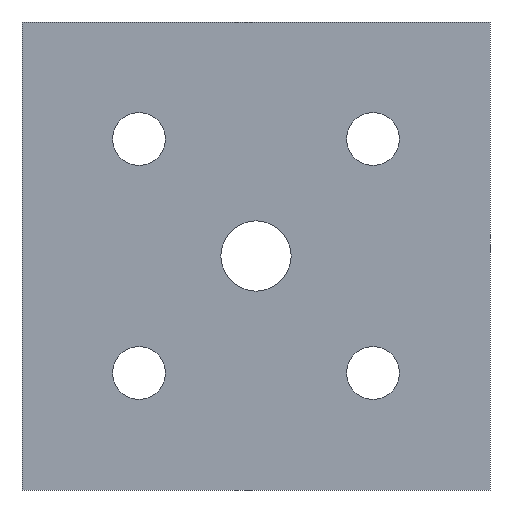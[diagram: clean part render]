
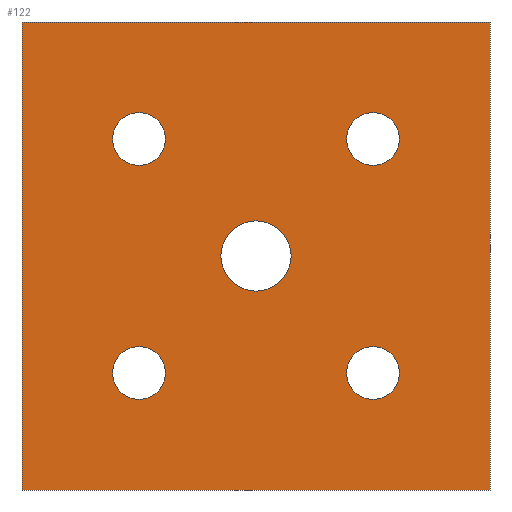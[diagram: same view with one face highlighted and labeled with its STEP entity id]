
A CAD part, front view. The second image highlights one B-rep face of the part: STEP entity #122.
In plain terms, the highlighted planar face has unit normal (0, -1, 0).
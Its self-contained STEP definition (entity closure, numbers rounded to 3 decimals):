
#6 = DIRECTION ( 'NONE',  ( 0., 1., 0. ) ) ;
#21 = EDGE_CURVE ( 'NONE', #279, #489, #191, .T. ) ;
#22 = AXIS2_PLACEMENT_3D ( 'NONE', #510, #6, #862 ) ;
#26 = CARTESIAN_POINT ( 'NONE',  ( 20., 0., 24.5 ) ) ;
#28 = EDGE_CURVE ( 'NONE', #345, #228, #485, .T. ) ;
#29 = CARTESIAN_POINT ( 'NONE',  ( -20., 0., -20. ) ) ;
#38 = DIRECTION ( 'NONE',  ( 0., 0., 1. ) ) ;
#42 = DIRECTION ( 'NONE',  ( 0., 0., -1. ) ) ;
#50 = CARTESIAN_POINT ( 'NONE',  ( -20., 0., 15.5 ) ) ;
#53 = AXIS2_PLACEMENT_3D ( 'NONE', #656, #304, #584 ) ;
#55 = EDGE_CURVE ( 'NONE', #489, #279, #535, .T. ) ;
#67 = DIRECTION ( 'NONE',  ( -1., 0., 0. ) ) ;
#91 = CARTESIAN_POINT ( 'NONE',  ( 20., 0., 20. ) ) ;
#112 = FACE_OUTER_BOUND ( 'NONE', #139, .T. ) ;
#122 = ADVANCED_FACE ( 'NONE', ( #305, #523, #311, #585, #802, #112 ), #394, .T. ) ;
#134 = VERTEX_POINT ( 'NONE', #664 ) ;
#139 = EDGE_LOOP ( 'NONE', ( #207, #641, #852, #568 ) ) ;
#149 = VERTEX_POINT ( 'NONE', #233 ) ;
#150 = CIRCLE ( 'NONE', #868, 4.5 ) ;
#157 = VERTEX_POINT ( 'NONE', #26 ) ;
#171 = CARTESIAN_POINT ( 'NONE',  ( 20., 0., -20. ) ) ;
#187 = DIRECTION ( 'NONE',  ( 0., 1., 0. ) ) ;
#191 = CIRCLE ( 'NONE', #292, 6. ) ;
#207 = ORIENTED_EDGE ( 'NONE', *, *, #853, .F. ) ;
#212 = EDGE_CURVE ( 'NONE', #490, #149, #803, .T. ) ;
#214 = DIRECTION ( 'NONE',  ( 0., 0., -1. ) ) ;
#222 = VERTEX_POINT ( 'NONE', #50 ) ;
#228 = VERTEX_POINT ( 'NONE', #905 ) ;
#232 = CARTESIAN_POINT ( 'NONE',  ( 40., 0., 40. ) ) ;
#233 = CARTESIAN_POINT ( 'NONE',  ( -20., 0., -24.5 ) ) ;
#251 = CARTESIAN_POINT ( 'NONE',  ( 20., 0., -24.5 ) ) ;
#254 = CARTESIAN_POINT ( 'NONE',  ( -40., 0., 40. ) ) ;
#264 = CIRCLE ( 'NONE', #846, 4.5 ) ;
#270 = CARTESIAN_POINT ( 'NONE',  ( 0., 0., 0. ) ) ;
#276 = CIRCLE ( 'NONE', #537, 4.5 ) ;
#279 = VERTEX_POINT ( 'NONE', #759 ) ;
#287 = EDGE_LOOP ( 'NONE', ( #724, #721 ) ) ;
#290 = DIRECTION ( 'NONE',  ( 0., 0., 1. ) ) ;
#292 = AXIS2_PLACEMENT_3D ( 'NONE', #553, #565, #214 ) ;
#299 = EDGE_CURVE ( 'NONE', #222, #920, #264, .T. ) ;
#304 = DIRECTION ( 'NONE',  ( 0., 1., 0. ) ) ;
#305 = FACE_BOUND ( 'NONE', #452, .T. ) ;
#311 = FACE_BOUND ( 'NONE', #627, .T. ) ;
#324 = CIRCLE ( 'NONE', #834, 4.5 ) ;
#329 = CARTESIAN_POINT ( 'NONE',  ( -20., 0., 20. ) ) ;
#345 = VERTEX_POINT ( 'NONE', #605 ) ;
#352 = VERTEX_POINT ( 'NONE', #251 ) ;
#361 = ORIENTED_EDGE ( 'NONE', *, *, #774, .T. ) ;
#362 = ORIENTED_EDGE ( 'NONE', *, *, #376, .T. ) ;
#363 = CIRCLE ( 'NONE', #401, 4.5 ) ;
#364 = VERTEX_POINT ( 'NONE', #254 ) ;
#369 = DIRECTION ( 'NONE',  ( 0., 1., 0. ) ) ;
#376 = EDGE_CURVE ( 'NONE', #352, #701, #276, .T. ) ;
#384 = CARTESIAN_POINT ( 'NONE',  ( -20., 0., 24.5 ) ) ;
#386 = ORIENTED_EDGE ( 'NONE', *, *, #847, .T. ) ;
#394 = PLANE ( 'NONE',  #648 ) ;
#396 = DIRECTION ( 'NONE',  ( 0., 1., 0. ) ) ;
#401 = AXIS2_PLACEMENT_3D ( 'NONE', #91, #369, #788 ) ;
#410 = DIRECTION ( 'NONE',  ( 0., 0., 1. ) ) ;
#419 = VERTEX_POINT ( 'NONE', #753 ) ;
#422 = DIRECTION ( 'NONE',  ( 0., 0., -1. ) ) ;
#434 = LINE ( 'NONE', #446, #782 ) ;
#443 = LINE ( 'NONE', #816, #909 ) ;
#446 = CARTESIAN_POINT ( 'NONE',  ( -40., 0., 40. ) ) ;
#452 = EDGE_LOOP ( 'NONE', ( #386, #861 ) ) ;
#455 = CIRCLE ( 'NONE', #53, 4.5 ) ;
#459 = DIRECTION ( 'NONE',  ( 0., 1., 0. ) ) ;
#460 = DIRECTION ( 'NONE',  ( 0., -1., 0. ) ) ;
#485 = LINE ( 'NONE', #765, #898 ) ;
#489 = VERTEX_POINT ( 'NONE', #501 ) ;
#490 = VERTEX_POINT ( 'NONE', #723 ) ;
#491 = EDGE_CURVE ( 'NONE', #364, #134, #434, .T. ) ;
#495 = ORIENTED_EDGE ( 'NONE', *, *, #21, .F. ) ;
#501 = CARTESIAN_POINT ( 'NONE',  ( 0., 0., 6. ) ) ;
#503 = DIRECTION ( 'NONE',  ( 0., 0., 1. ) ) ;
#510 = CARTESIAN_POINT ( 'NONE',  ( 20., 0., 20. ) ) ;
#511 = ORIENTED_EDGE ( 'NONE', *, *, #55, .F. ) ;
#516 = DIRECTION ( 'NONE',  ( 0., 0., -1. ) ) ;
#523 = FACE_BOUND ( 'NONE', #630, .T. ) ;
#535 = CIRCLE ( 'NONE', #571, 6. ) ;
#537 = AXIS2_PLACEMENT_3D ( 'NONE', #757, #545, #827 ) ;
#543 = CIRCLE ( 'NONE', #22, 4.5 ) ;
#545 = DIRECTION ( 'NONE',  ( 0., 1., 0. ) ) ;
#547 = CARTESIAN_POINT ( 'NONE',  ( -20., 0., -20. ) ) ;
#553 = CARTESIAN_POINT ( 'NONE',  ( 0., 0., 0. ) ) ;
#557 = ORIENTED_EDGE ( 'NONE', *, *, #878, .T. ) ;
#565 = DIRECTION ( 'NONE',  ( 0., -1., 0. ) ) ;
#568 = ORIENTED_EDGE ( 'NONE', *, *, #28, .F. ) ;
#571 = AXIS2_PLACEMENT_3D ( 'NONE', #270, #917, #422 ) ;
#584 = DIRECTION ( 'NONE',  ( 0., 0., 1. ) ) ;
#585 = FACE_BOUND ( 'NONE', #287, .T. ) ;
#592 = DIRECTION ( 'NONE',  ( 0., 0., 1. ) ) ;
#604 = VECTOR ( 'NONE', #516, 1000. ) ;
#605 = CARTESIAN_POINT ( 'NONE',  ( 40., 0., -40. ) ) ;
#627 = EDGE_LOOP ( 'NONE', ( #557, #362 ) ) ;
#630 = EDGE_LOOP ( 'NONE', ( #361, #714 ) ) ;
#641 = ORIENTED_EDGE ( 'NONE', *, *, #491, .F. ) ;
#648 = AXIS2_PLACEMENT_3D ( 'NONE', #883, #460, #42 ) ;
#656 = CARTESIAN_POINT ( 'NONE',  ( -20., 0., 20. ) ) ;
#664 = CARTESIAN_POINT ( 'NONE',  ( 40., 0., 40. ) ) ;
#669 = AXIS2_PLACEMENT_3D ( 'NONE', #547, #187, #410 ) ;
#701 = VERTEX_POINT ( 'NONE', #828 ) ;
#714 = ORIENTED_EDGE ( 'NONE', *, *, #733, .T. ) ;
#721 = ORIENTED_EDGE ( 'NONE', *, *, #767, .T. ) ;
#723 = CARTESIAN_POINT ( 'NONE',  ( -20., 0., -15.5 ) ) ;
#724 = ORIENTED_EDGE ( 'NONE', *, *, #212, .T. ) ;
#725 = EDGE_CURVE ( 'NONE', #228, #364, #443, .T. ) ;
#729 = DIRECTION ( 'NONE',  ( 1., 0., 0. ) ) ;
#730 = EDGE_LOOP ( 'NONE', ( #511, #495 ) ) ;
#733 = EDGE_CURVE ( 'NONE', #419, #157, #363, .T. ) ;
#753 = CARTESIAN_POINT ( 'NONE',  ( 20., 0., 15.5 ) ) ;
#757 = CARTESIAN_POINT ( 'NONE',  ( 20., 0., -20. ) ) ;
#759 = CARTESIAN_POINT ( 'NONE',  ( 0., 0., -6. ) ) ;
#765 = CARTESIAN_POINT ( 'NONE',  ( -40., 0., -40. ) ) ;
#767 = EDGE_CURVE ( 'NONE', #149, #490, #324, .T. ) ;
#774 = EDGE_CURVE ( 'NONE', #157, #419, #543, .T. ) ;
#782 = VECTOR ( 'NONE', #729, 1000. ) ;
#788 = DIRECTION ( 'NONE',  ( 0., 0., 1. ) ) ;
#802 = FACE_BOUND ( 'NONE', #730, .T. ) ;
#803 = CIRCLE ( 'NONE', #669, 4.5 ) ;
#816 = CARTESIAN_POINT ( 'NONE',  ( -40., 0., 40. ) ) ;
#818 = DIRECTION ( 'NONE',  ( 0., 1., 0. ) ) ;
#827 = DIRECTION ( 'NONE',  ( 0., 0., 1. ) ) ;
#828 = CARTESIAN_POINT ( 'NONE',  ( 20., 0., -15.5 ) ) ;
#834 = AXIS2_PLACEMENT_3D ( 'NONE', #29, #459, #503 ) ;
#846 = AXIS2_PLACEMENT_3D ( 'NONE', #329, #396, #38 ) ;
#847 = EDGE_CURVE ( 'NONE', #920, #222, #455, .T. ) ;
#852 = ORIENTED_EDGE ( 'NONE', *, *, #725, .F. ) ;
#853 = EDGE_CURVE ( 'NONE', #134, #345, #875, .T. ) ;
#861 = ORIENTED_EDGE ( 'NONE', *, *, #299, .T. ) ;
#862 = DIRECTION ( 'NONE',  ( 0., 0., 1. ) ) ;
#868 = AXIS2_PLACEMENT_3D ( 'NONE', #171, #818, #592 ) ;
#875 = LINE ( 'NONE', #232, #604 ) ;
#878 = EDGE_CURVE ( 'NONE', #701, #352, #150, .T. ) ;
#883 = CARTESIAN_POINT ( 'NONE',  ( 0., 0., 0. ) ) ;
#898 = VECTOR ( 'NONE', #67, 1000. ) ;
#905 = CARTESIAN_POINT ( 'NONE',  ( -40., 0., -40. ) ) ;
#909 = VECTOR ( 'NONE', #290, 1000. ) ;
#917 = DIRECTION ( 'NONE',  ( 0., -1., 0. ) ) ;
#920 = VERTEX_POINT ( 'NONE', #384 ) ;
